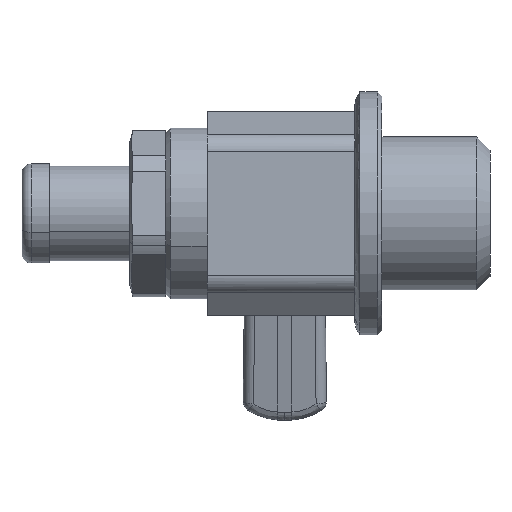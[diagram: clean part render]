
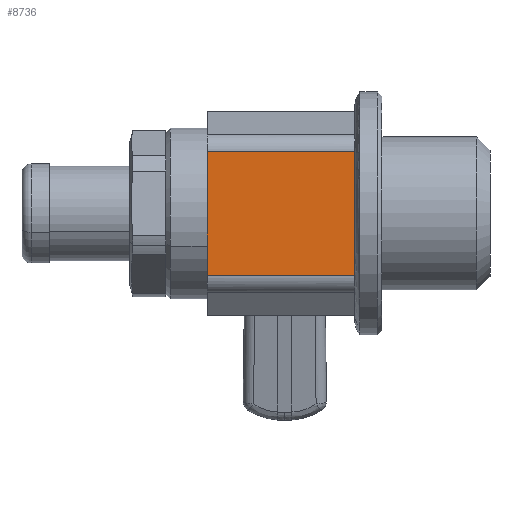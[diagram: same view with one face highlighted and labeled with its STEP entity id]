
A CAD part, front view. The second image highlights one B-rep face of the part: STEP entity #8736.
In plain terms, the highlighted planar face has unit normal (0, -1, 0).
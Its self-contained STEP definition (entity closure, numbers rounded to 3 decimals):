
#719 = CARTESIAN_POINT ( 'NONE',  ( 0.985, -9.5, 6.85 ) ) ;
#720 = DIRECTION ( 'NONE',  ( 0., 0., -1. ) ) ;
#721 = VECTOR ( 'NONE', #720, 1000. ) ;
#722 = CARTESIAN_POINT ( 'NONE',  ( 0.985, -9.5, 8.25 ) ) ;
#732 = LINE ( 'NONE', #722, #721 ) ;
#749 = CARTESIAN_POINT ( 'NONE',  ( 0.985, -9.5, -6.85 ) ) ;
#806 = CARTESIAN_POINT ( 'NONE',  ( -15.415, -9.5, 6.85 ) ) ;
#835 = LINE ( 'NONE', #887, #884 ) ;
#883 = DIRECTION ( 'NONE',  ( 0., 0., 1. ) ) ;
#884 = VECTOR ( 'NONE', #883, 1000. ) ;
#887 = CARTESIAN_POINT ( 'NONE',  ( -15.415, -9.5, 8.25 ) ) ;
#918 = CARTESIAN_POINT ( 'NONE',  ( -15.415, -9.5, -6.85 ) ) ;
#1869 = DIRECTION ( 'NONE',  ( -1., 0., 0. ) ) ;
#1870 = VECTOR ( 'NONE', #1869, 1000. ) ;
#1871 = CARTESIAN_POINT ( 'NONE',  ( 500000., -9.5, 6.85 ) ) ;
#1873 = LINE ( 'NONE', #1871, #1870 ) ;
#1891 = CARTESIAN_POINT ( 'NONE',  ( 500000., -9.5, -6.85 ) ) ;
#1892 = LINE ( 'NONE', #1891, #1910 ) ;
#1901 = DIRECTION ( 'NONE',  ( 0., 0., -1. ) ) ;
#1902 = DIRECTION ( 'NONE',  ( 0., -1., 0. ) ) ;
#1903 = CARTESIAN_POINT ( 'NONE',  ( 500000., -9.5, 8.25 ) ) ;
#1908 = PLANE ( 'NONE',  #1916 ) ;
#1909 = DIRECTION ( 'NONE',  ( 1., 0., 0. ) ) ;
#1910 = VECTOR ( 'NONE', #1909, 1000. ) ;
#1916 = AXIS2_PLACEMENT_3D ( 'NONE', #1903, #1902, #1901 ) ;
#1919 = FACE_OUTER_BOUND ( 'NONE', #8730, .T. ) ;
#2695 = EDGE_CURVE ( 'NONE', #2845, #3059, #732, .T. ) ;
#2845 = VERTEX_POINT ( 'NONE', #719 ) ;
#3059 = VERTEX_POINT ( 'NONE', #749 ) ;
#4158 = VERTEX_POINT ( 'NONE', #806 ) ;
#4303 = EDGE_CURVE ( 'NONE', #4804, #4158, #835, .T. ) ;
#4512 = ORIENTED_EDGE ( 'NONE', *, *, #2695, .F. ) ;
#4804 = VERTEX_POINT ( 'NONE', #918 ) ;
#7784 = ORIENTED_EDGE ( 'NONE', *, *, #4303, .F. ) ;
#8035 = EDGE_CURVE ( 'NONE', #2845, #4158, #1873, .T. ) ;
#8299 = ORIENTED_EDGE ( 'NONE', *, *, #8035, .T. ) ;
#8340 = ORIENTED_EDGE ( 'NONE', *, *, #8717, .T. ) ;
#8717 = EDGE_CURVE ( 'NONE', #4804, #3059, #1892, .T. ) ;
#8730 = EDGE_LOOP ( 'NONE', ( #7784, #8340, #4512, #8299 ) ) ;
#8736 = ADVANCED_FACE ( 'NONE', ( #1919 ), #1908, .T. ) ;
